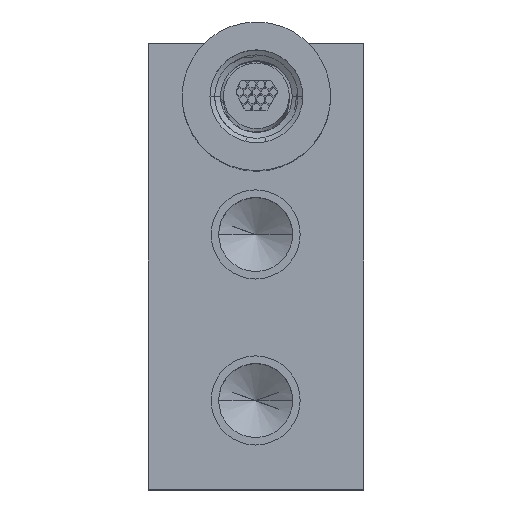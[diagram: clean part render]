
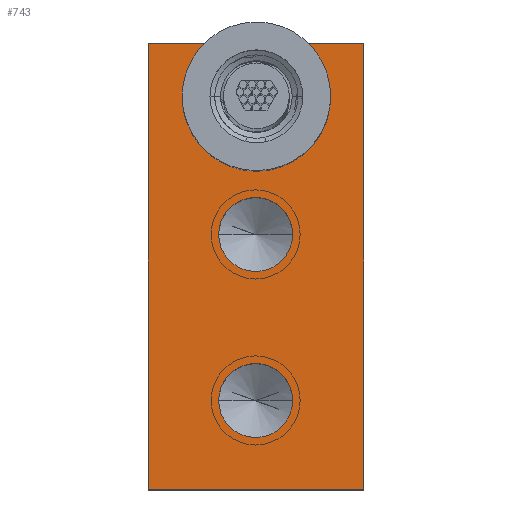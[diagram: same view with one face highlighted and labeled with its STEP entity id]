
A CAD part, top view. The second image highlights one B-rep face of the part: STEP entity #743.
In plain terms, the highlighted face is planar.
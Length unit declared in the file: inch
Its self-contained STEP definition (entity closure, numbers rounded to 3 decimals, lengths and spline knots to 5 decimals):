
#9=DIRECTION('',(0.,0.,-1.));
#10=VECTOR('',#9,0.591);
#11=CARTESIAN_POINT('',(-0.1425,-0.187,0.2955));
#12=LINE('',#11,#10);
#94=DIRECTION('',(0.,0.,-1.));
#95=VECTOR('',#94,0.591);
#96=CARTESIAN_POINT('',(0.1425,-0.187,0.2955));
#97=LINE('',#96,#95);
#122=DIRECTION('',(1.,0.,0.));
#123=VECTOR('',#122,0.285);
#124=CARTESIAN_POINT('',(-0.1425,-0.187,-0.2955));
#125=LINE('',#124,#123);
#126=DIRECTION('',(1.,0.,0.));
#127=VECTOR('',#126,0.285);
#128=CARTESIAN_POINT('',(-0.1425,-0.187,0.2955));
#129=LINE('',#128,#127);
#130=CARTESIAN_POINT('',(-0.0005,-0.187,-0.2165));
#131=DIRECTION('',(0.,1.,0.));
#132=DIRECTION('',(0.,0.,-1.));
#133=AXIS2_PLACEMENT_3D('',#130,#131,#132);
#135=CARTESIAN_POINT('',(-0.0005,-0.187,-0.2165));
#136=DIRECTION('',(0.,1.,0.));
#137=DIRECTION('',(0.,0.,1.));
#138=AXIS2_PLACEMENT_3D('',#135,#136,#137);
#140=CARTESIAN_POINT('',(0.0005,-0.187,0.1775));
#141=DIRECTION('',(0.,-1.,0.));
#142=DIRECTION('',(-1.,0.,0.));
#143=AXIS2_PLACEMENT_3D('',#140,#141,#142);
#145=CARTESIAN_POINT('',(0.0005,-0.187,0.1775));
#146=DIRECTION('',(0.,-1.,0.));
#147=DIRECTION('',(1.,0.,0.));
#148=AXIS2_PLACEMENT_3D('',#145,#146,#147);
#150=CARTESIAN_POINT('',(0.0005,-0.187,-0.0425));
#151=DIRECTION('',(0.,-1.,0.));
#152=DIRECTION('',(-1.,0.,0.));
#153=AXIS2_PLACEMENT_3D('',#150,#151,#152);
#155=CARTESIAN_POINT('',(0.0005,-0.187,-0.0425));
#156=DIRECTION('',(0.,-1.,0.));
#157=DIRECTION('',(1.,0.,0.));
#158=AXIS2_PLACEMENT_3D('',#155,#156,#157);
#413=CARTESIAN_POINT('',(-0.1425,-0.187,0.2955));
#414=CARTESIAN_POINT('',(-0.1425,-0.187,-0.2955));
#415=VERTEX_POINT('',#413);
#416=VERTEX_POINT('',#414);
#421=CARTESIAN_POINT('',(0.1425,-0.187,0.2955));
#422=CARTESIAN_POINT('',(0.1425,-0.187,-0.2955));
#423=VERTEX_POINT('',#421);
#424=VERTEX_POINT('',#422);
#501=CARTESIAN_POINT('',(-0.0005,-0.187,-0.263));
#502=CARTESIAN_POINT('',(-0.0005,-0.187,-0.17));
#503=VERTEX_POINT('',#501);
#504=VERTEX_POINT('',#502);
#515=CARTESIAN_POINT('',(-0.0485,-0.187,0.1775));
#516=CARTESIAN_POINT('',(0.0495,-0.187,0.1775));
#517=VERTEX_POINT('',#515);
#518=VERTEX_POINT('',#516);
#525=CARTESIAN_POINT('',(-0.0485,-0.187,-0.0425));
#526=CARTESIAN_POINT('',(0.0495,-0.187,-0.0425));
#527=VERTEX_POINT('',#525);
#528=VERTEX_POINT('',#526);
#714=CARTESIAN_POINT('',(-0.1425,-0.187,0.2955));
#715=DIRECTION('',(0.,-1.,0.));
#716=DIRECTION('',(0.,0.,-1.));
#717=AXIS2_PLACEMENT_3D('',#714,#715,#716);
#718=PLANE('',#717);
#719=ORIENTED_EDGE('',*,*,#538,.F.);
#720=ORIENTED_EDGE('',*,*,#631,.T.);
#721=ORIENTED_EDGE('',*,*,#664,.T.);
#722=ORIENTED_EDGE('',*,*,#707,.F.);
#723=EDGE_LOOP('',(#719,#720,#721,#722));
#724=FACE_OUTER_BOUND('',#723,.F.);
#726=ORIENTED_EDGE('',*,*,#725,.F.);
#728=ORIENTED_EDGE('',*,*,#727,.F.);
#729=EDGE_LOOP('',(#726,#728));
#730=FACE_BOUND('',#729,.F.);
#732=ORIENTED_EDGE('',*,*,#731,.T.);
#734=ORIENTED_EDGE('',*,*,#733,.T.);
#735=EDGE_LOOP('',(#732,#734));
#736=FACE_BOUND('',#735,.F.);
#738=ORIENTED_EDGE('',*,*,#737,.T.);
#740=ORIENTED_EDGE('',*,*,#739,.T.);
#741=EDGE_LOOP('',(#738,#740));
#742=FACE_BOUND('',#741,.F.);
#743=ADVANCED_FACE('',(#724,#730,#736,#742),#718,.T.);
#134=CIRCLE('',#133,0.0465);
#139=CIRCLE('',#138,0.0465);
#144=CIRCLE('',#143,0.049);
#149=CIRCLE('',#148,0.049);
#154=CIRCLE('',#153,0.049);
#159=CIRCLE('',#158,0.049);
#538=EDGE_CURVE('',#415,#416,#12,.T.);
#631=EDGE_CURVE('',#415,#423,#129,.T.);
#664=EDGE_CURVE('',#423,#424,#97,.T.);
#707=EDGE_CURVE('',#416,#424,#125,.T.);
#725=EDGE_CURVE('',#503,#504,#134,.T.);
#727=EDGE_CURVE('',#504,#503,#139,.T.);
#731=EDGE_CURVE('',#517,#518,#144,.T.);
#733=EDGE_CURVE('',#518,#517,#149,.T.);
#737=EDGE_CURVE('',#527,#528,#154,.T.);
#739=EDGE_CURVE('',#528,#527,#159,.T.);
